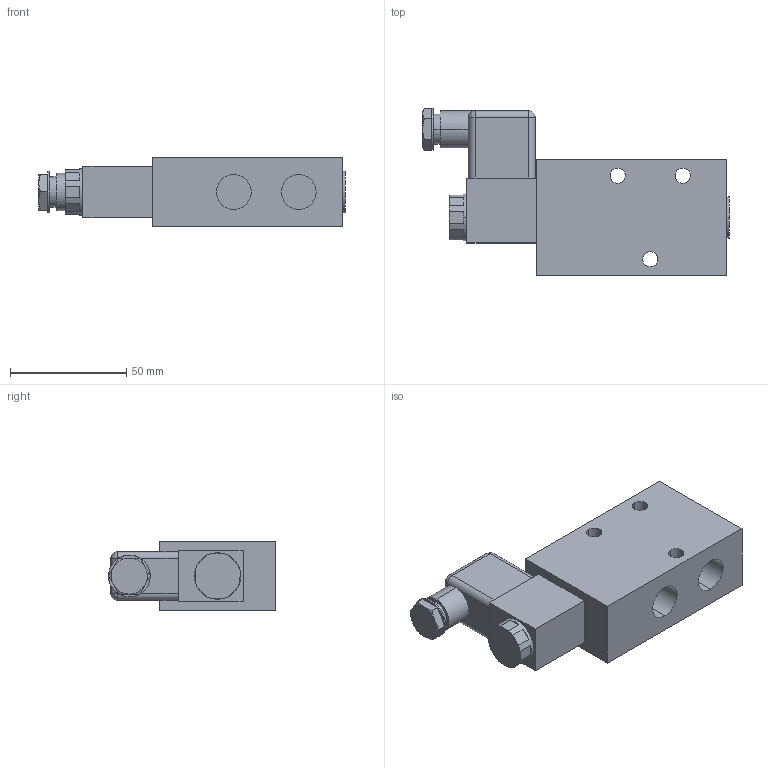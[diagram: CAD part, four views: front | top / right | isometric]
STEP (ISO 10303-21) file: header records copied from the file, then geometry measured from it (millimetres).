
FILE_DESCRIPTION (( 'STEP AP203' ), '1' );
FILE_NAME ('MH.310.101.STEP', '2018-11-21T15:00:46', ( '' ), ( '' ), 'SwSTEP 2.0', 'SolidWorks 2013', '' );
FILE_SCHEMA (( 'CONFIG_CONTROL_DESIGN' ));
Length unit declared in the file: millimetre
Products named in the file (1): MH.310.101
Bounding box: 132 x 72 x 30 mm (x, y, z)
Volume: 154643.1 mm3; surface area: 27181.4 mm2
Topology: 1 solids, 1 shells, 112 faces, 264 edges, 165 vertices
Faces by surface type: plane 64, cylinder 40, cone 4, bspline 4
Entity records: 3390 total; most frequent: CARTESIAN_POINT 698, DIRECTION 567, ORIENTED_EDGE 520, EDGE_CURVE 260, AXIS2_PLACEMENT_3D 214, VERTEX_POINT 165, LINE 139, VECTOR 139
